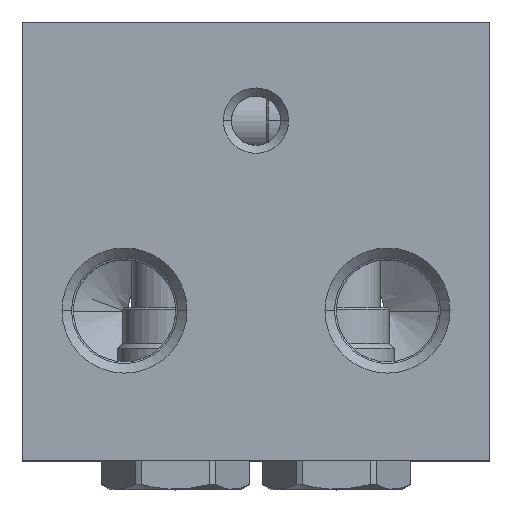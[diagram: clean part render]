
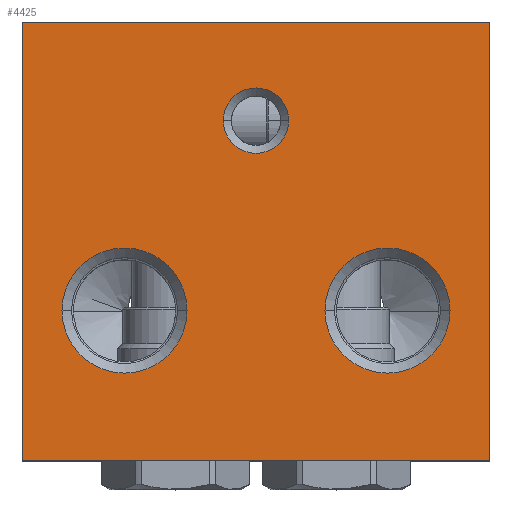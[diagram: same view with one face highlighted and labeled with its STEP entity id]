
A CAD part, top view. The second image highlights one B-rep face of the part: STEP entity #4425.
In plain terms, the highlighted planar face has unit normal (0, 0, 1).
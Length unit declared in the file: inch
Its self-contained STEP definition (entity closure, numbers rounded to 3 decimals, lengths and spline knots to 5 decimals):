
#153=DIRECTION('',(0.,-1.,0.));
#154=VECTOR('',#153,3.75);
#155=CARTESIAN_POINT('',(0.,0.,5.));
#156=LINE('',#155,#154);
#157=DIRECTION('',(-1.,0.,0.));
#158=VECTOR('',#157,4.);
#159=CARTESIAN_POINT('',(4.,0.,5.));
#160=LINE('',#159,#158);
#161=DIRECTION('',(0.,1.,0.));
#162=VECTOR('',#161,3.75);
#163=CARTESIAN_POINT('',(4.,-3.75,5.));
#164=LINE('',#163,#162);
#165=DIRECTION('',(1.,0.,0.));
#166=VECTOR('',#165,4.);
#167=CARTESIAN_POINT('',(0.,-3.75,5.));
#168=LINE('',#167,#166);
#169=CARTESIAN_POINT('',(0.875,-2.469,5.));
#170=DIRECTION('',(0.,0.,-1.));
#171=DIRECTION('',(-1.,0.,0.));
#172=AXIS2_PLACEMENT_3D('',#169,#170,#171);
#174=CARTESIAN_POINT('',(0.875,-2.469,5.));
#175=DIRECTION('',(0.,0.,-1.));
#176=DIRECTION('',(1.,0.,0.));
#177=AXIS2_PLACEMENT_3D('',#174,#175,#176);
#179=CARTESIAN_POINT('',(3.125,-2.469,5.));
#180=DIRECTION('',(0.,0.,-1.));
#181=DIRECTION('',(-1.,0.,0.));
#182=AXIS2_PLACEMENT_3D('',#179,#180,#181);
#184=CARTESIAN_POINT('',(3.125,-2.469,5.));
#185=DIRECTION('',(0.,0.,-1.));
#186=DIRECTION('',(1.,0.,0.));
#187=AXIS2_PLACEMENT_3D('',#184,#185,#186);
#189=CARTESIAN_POINT('',(2.,-0.844,5.));
#190=DIRECTION('',(0.,0.,-1.));
#191=DIRECTION('',(-1.,0.,0.));
#192=AXIS2_PLACEMENT_3D('',#189,#190,#191);
#194=CARTESIAN_POINT('',(2.,-0.844,5.));
#195=DIRECTION('',(0.,0.,-1.));
#196=DIRECTION('',(1.,0.,0.));
#197=AXIS2_PLACEMENT_3D('',#194,#195,#196);
#3771=CARTESIAN_POINT('',(0.,0.,5.));
#3772=CARTESIAN_POINT('',(0.,-3.75,5.));
#3773=VERTEX_POINT('',#3771);
#3774=VERTEX_POINT('',#3772);
#3775=CARTESIAN_POINT('',(4.,-3.75,5.));
#3776=VERTEX_POINT('',#3775);
#3777=CARTESIAN_POINT('',(4.,0.,5.));
#3778=VERTEX_POINT('',#3777);
#3925=CARTESIAN_POINT('',(1.41,-2.469,5.));
#3926=VERTEX_POINT('',#3925);
#3927=CARTESIAN_POINT('',(0.34,-2.469,5.));
#3928=VERTEX_POINT('',#3927);
#3948=CARTESIAN_POINT('',(3.66,-2.469,5.));
#3949=VERTEX_POINT('',#3948);
#3950=CARTESIAN_POINT('',(2.59,-2.469,5.));
#3951=VERTEX_POINT('',#3950);
#3967=CARTESIAN_POINT('',(2.28,-0.844,5.));
#3968=VERTEX_POINT('',#3967);
#3969=CARTESIAN_POINT('',(1.72,-0.844,5.));
#3970=VERTEX_POINT('',#3969);
#4396=CARTESIAN_POINT('',(0.,0.,5.));
#4397=DIRECTION('',(0.,0.,1.));
#4398=DIRECTION('',(1.,0.,0.));
#4399=AXIS2_PLACEMENT_3D('',#4396,#4397,#4398);
#4400=PLANE('',#4399);
#4401=ORIENTED_EDGE('',*,*,#4300,.F.);
#4402=ORIENTED_EDGE('',*,*,#4327,.F.);
#4403=ORIENTED_EDGE('',*,*,#4341,.F.);
#4404=ORIENTED_EDGE('',*,*,#4372,.F.);
#4405=EDGE_LOOP('',(#4401,#4402,#4403,#4404));
#4406=FACE_OUTER_BOUND('',#4405,.F.);
#4408=ORIENTED_EDGE('',*,*,#4407,.F.);
#4410=ORIENTED_EDGE('',*,*,#4409,.F.);
#4411=EDGE_LOOP('',(#4408,#4410));
#4412=FACE_BOUND('',#4411,.F.);
#4414=ORIENTED_EDGE('',*,*,#4413,.F.);
#4416=ORIENTED_EDGE('',*,*,#4415,.F.);
#4417=EDGE_LOOP('',(#4414,#4416));
#4418=FACE_BOUND('',#4417,.F.);
#4420=ORIENTED_EDGE('',*,*,#4419,.F.);
#4422=ORIENTED_EDGE('',*,*,#4421,.F.);
#4423=EDGE_LOOP('',(#4420,#4422));
#4424=FACE_BOUND('',#4423,.F.);
#4425=ADVANCED_FACE('',(#4406,#4412,#4418,#4424),#4400,.T.);
#173=CIRCLE('',#172,0.535);
#178=CIRCLE('',#177,0.535);
#183=CIRCLE('',#182,0.535);
#188=CIRCLE('',#187,0.535);
#193=CIRCLE('',#192,0.28);
#198=CIRCLE('',#197,0.28);
#4300=EDGE_CURVE('',#3773,#3774,#156,.T.);
#4327=EDGE_CURVE('',#3778,#3773,#160,.T.);
#4341=EDGE_CURVE('',#3776,#3778,#164,.T.);
#4372=EDGE_CURVE('',#3774,#3776,#168,.T.);
#4407=EDGE_CURVE('',#3928,#3926,#173,.T.);
#4409=EDGE_CURVE('',#3926,#3928,#178,.T.);
#4413=EDGE_CURVE('',#3951,#3949,#183,.T.);
#4415=EDGE_CURVE('',#3949,#3951,#188,.T.);
#4419=EDGE_CURVE('',#3970,#3968,#193,.T.);
#4421=EDGE_CURVE('',#3968,#3970,#198,.T.);
